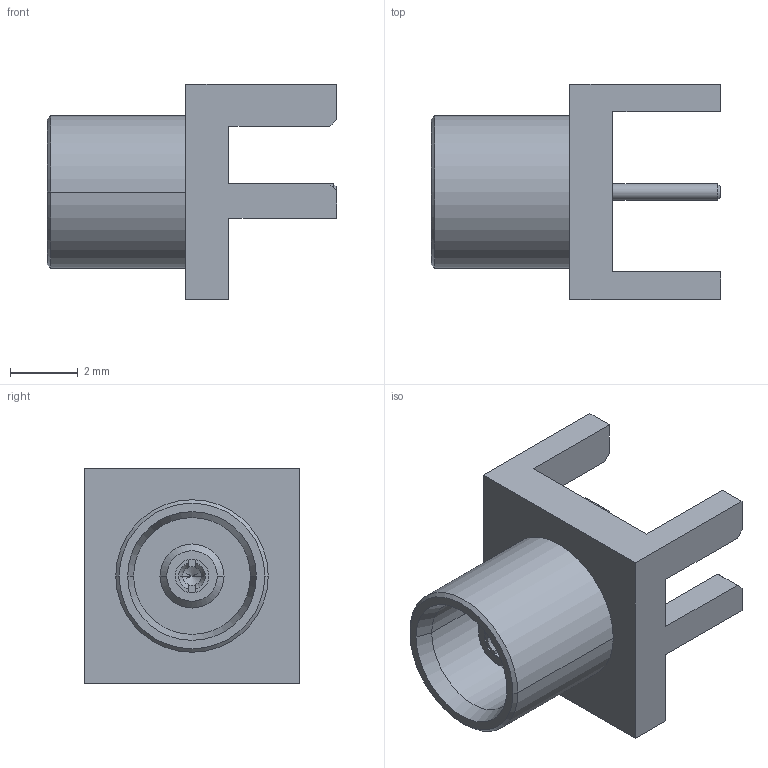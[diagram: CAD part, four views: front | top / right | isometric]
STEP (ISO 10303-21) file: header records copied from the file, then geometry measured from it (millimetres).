
FILE_DESCRIPTION((''),'2;1');
FILE_NAME('919-246J-51S','2020-04-30T',('Viji'),(''),'CREO PARAMETRIC BY PTC INC, 2018360','CREO PARAMETRIC BY PTC INC, 2018360','');
FILE_SCHEMA(('CONFIG_CONTROL_DESIGN'));
Length unit declared in the file: millimetre
Products named in the file (1): 919-246J-51S
Bounding box: 8.54 x 6.35 x 6.35 mm (x, y, z)
Volume: 95 mm3; surface area: 290.4 mm2
Topology: 1 solids, 1 shells, 82 faces, 197 edges, 125 vertices
Faces by surface type: plane 39, cone 24, cylinder 19
Entity records: 2417 total; most frequent: DIRECTION 425, CARTESIAN_POINT 420, ORIENTED_EDGE 390, EDGE_CURVE 195, AXIS2_PLACEMENT_3D 152, VERTEX_POINT 125, VECTOR 121, LINE 121
